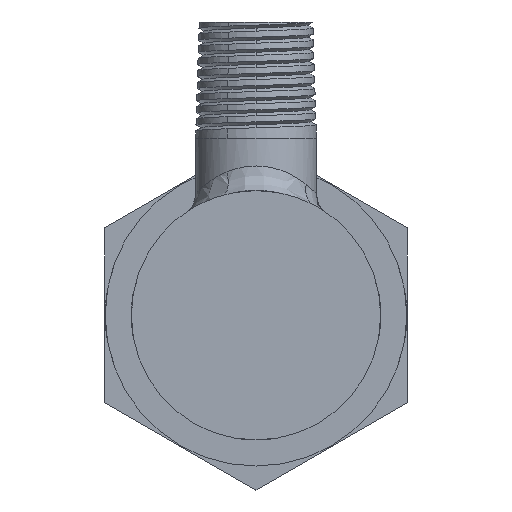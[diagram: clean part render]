
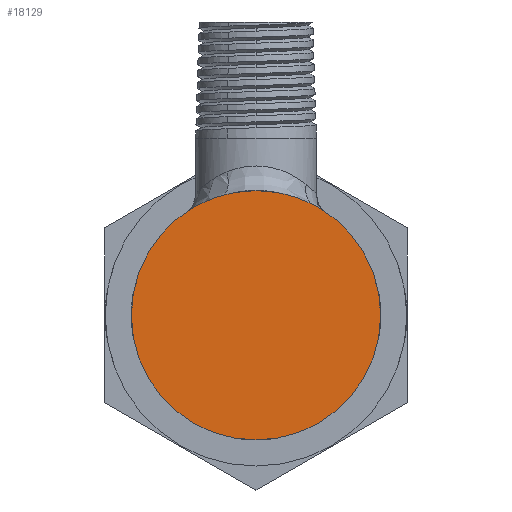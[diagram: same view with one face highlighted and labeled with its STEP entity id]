
A CAD part, front view. The second image highlights one B-rep face of the part: STEP entity #18129.
In plain terms, the highlighted planar face has unit normal (0, -1, 0).
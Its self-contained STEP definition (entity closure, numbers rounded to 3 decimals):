
#189 = DIRECTION ( 'NONE',  ( 0., 1., 0. ) ) ;
#236 = FACE_OUTER_BOUND ( 'NONE', #16148, .T. ) ;
#5020 = CARTESIAN_POINT ( 'NONE',  ( 0., -101.782, 0. ) ) ;
#6050 = ORIENTED_EDGE ( 'NONE', *, *, #18849, .T. ) ;
#6526 = VERTEX_POINT ( 'NONE', #17449 ) ;
#7173 = CARTESIAN_POINT ( 'NONE',  ( 0., -101.782, 0. ) ) ;
#7398 = EDGE_CURVE ( 'NONE', #21854, #6526, #19208, .T. ) ;
#8638 = AXIS2_PLACEMENT_3D ( 'NONE', #5020, #20509, #13395 ) ;
#10358 = PLANE ( 'NONE',  #17893 ) ;
#12832 = CIRCLE ( 'NONE', #8638, 14.44 ) ;
#13395 = DIRECTION ( 'NONE',  ( 0., 0., 1. ) ) ;
#15357 = AXIS2_PLACEMENT_3D ( 'NONE', #18634, #20375, #22098 ) ;
#16148 = EDGE_LOOP ( 'NONE', ( #20183, #6050 ) ) ;
#17449 = CARTESIAN_POINT ( 'NONE',  ( 0., -101.782, -14.44 ) ) ;
#17893 = AXIS2_PLACEMENT_3D ( 'NONE', #7173, #189, #19289 ) ;
#18129 = ADVANCED_FACE ( 'NONE', ( #236 ), #10358, .F. ) ;
#18634 = CARTESIAN_POINT ( 'NONE',  ( 0., -101.782, 0. ) ) ;
#18849 = EDGE_CURVE ( 'NONE', #6526, #21854, #12832, .T. ) ;
#19208 = CIRCLE ( 'NONE', #15357, 14.44 ) ;
#19289 = DIRECTION ( 'NONE',  ( 0., 0., 1. ) ) ;
#20183 = ORIENTED_EDGE ( 'NONE', *, *, #7398, .T. ) ;
#20375 = DIRECTION ( 'NONE',  ( 0., -1., 0. ) ) ;
#20509 = DIRECTION ( 'NONE',  ( 0., -1., 0. ) ) ;
#21596 = CARTESIAN_POINT ( 'NONE',  ( 0., -101.782, 14.44 ) ) ;
#21854 = VERTEX_POINT ( 'NONE', #21596 ) ;
#22098 = DIRECTION ( 'NONE',  ( 0., 0., 1. ) ) ;
